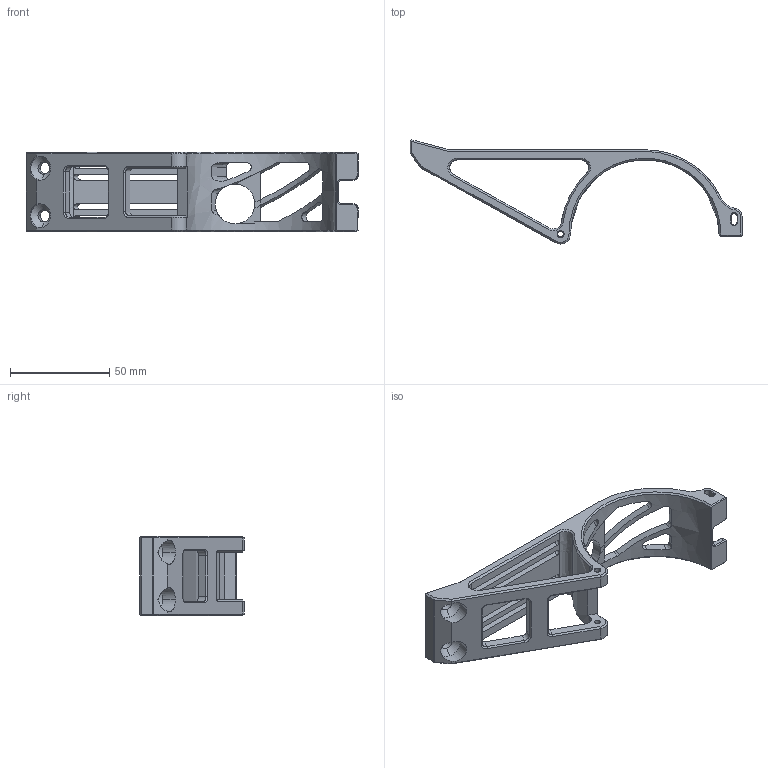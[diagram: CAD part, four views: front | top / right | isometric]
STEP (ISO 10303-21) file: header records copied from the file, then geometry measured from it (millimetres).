
FILE_DESCRIPTION(('FreeCAD Model'),'2;1');
FILE_NAME('Open CASCADE Shape Model','2025-02-28T14:58:03',(''),(''), 'Open CASCADE STEP processor 7.6','FreeCAD','Unknown');
FILE_SCHEMA(('AUTOMOTIVE_DESIGN { 1 0 10303 214 1 1 1 1 }'));
Length unit declared in the file: millimetre
Products named in the file (1): Тіло007
Bounding box: 167.47 x 52.51 x 40 mm (x, y, z)
Volume: 46133.8 mm3; surface area: 26205.7 mm2
Topology: 1 solids, 1 shells, 400 faces, 1058 edges, 655 vertices
Faces by surface type: bspline 388, plane 10, cylinder 2
Entity records: 14792 total; most frequent: CARTESIAN_POINT 6302, ORIENTED_EDGE 2116, EDGE_CURVE 1058, DIRECTION 1041, LINE 707, VECTOR 707, VERTEX_POINT 655, FACE_BOUND 431
